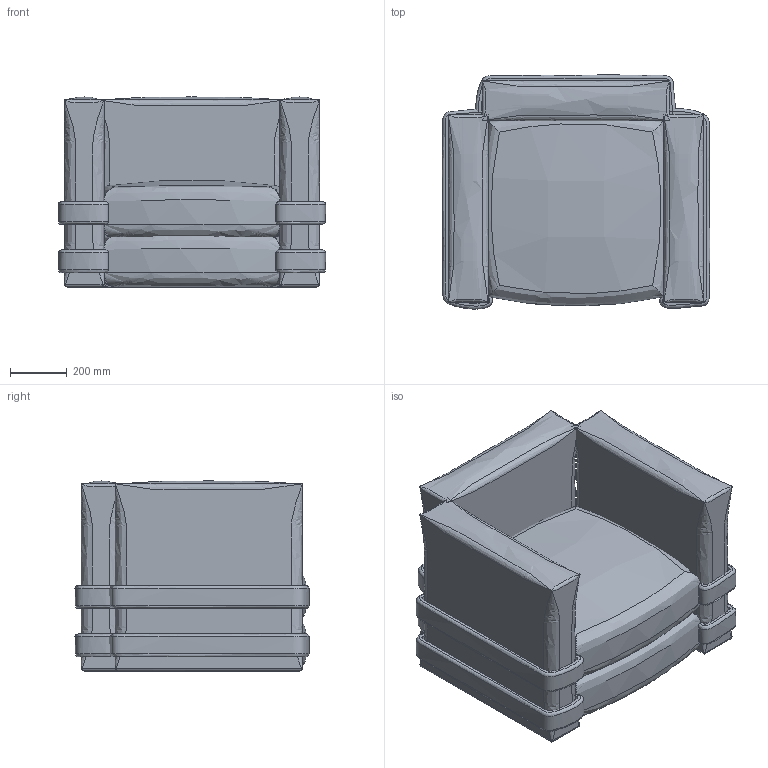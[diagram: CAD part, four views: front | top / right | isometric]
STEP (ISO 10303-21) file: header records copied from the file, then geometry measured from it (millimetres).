
FILE_DESCRIPTION(/* description */ (''),/* implementation_level */ '2;1');
FILE_NAME(/* name */ 'ARMCHAIR',/* time_stamp */ '2024-09-25T17:34:49+02:00',/* author */ (''),/* organization */ (''),/* preprocessor_version */ 'ST-DEVELOPER v16.5',/* originating_system */ 'Rhino 7.34',/* authorisation */ '');
FILE_SCHEMA (('CONFIG_CONTROL_DESIGN'));
Length unit declared in the file: millimetre
Products named in the file (1): Document
Bounding box: 943.74 x 825.25 x 670 mm (x, y, z)
Volume: 356547421.8 mm3; surface area: 7186346.9 mm2
Topology: 11 solids, 11 shells, 154 faces, 364 edges, 184 vertices
Faces by surface type: bspline 81, plane 41, cylinder 32
Entity records: 129135 total; most frequent: CARTESIAN_POINT 126887, ORIENTED_EDGE 632, EDGE_CURVE 316, B_SPLINE_CURVE_WITH_KNOTS 276, VERTEX_POINT 184, ADVANCED_FACE 154, FACE_OUTER_BOUND 154, EDGE_LOOP 154
